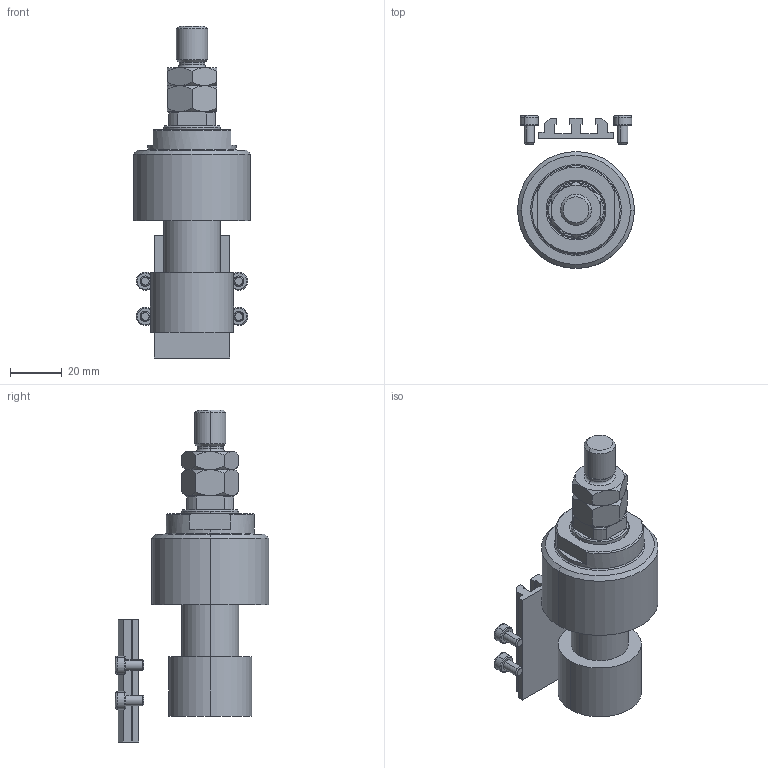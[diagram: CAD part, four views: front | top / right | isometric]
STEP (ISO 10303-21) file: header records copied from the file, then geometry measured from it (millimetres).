
FILE_DESCRIPTION (( 'STEP AP203' ), '1' );
FILE_NAME ('0877.STEP', '2022-04-09T16:05:01', ( '' ), ( '' ), 'SwSTEP 2.0', 'SolidWorks 2019', '' );
FILE_SCHEMA (( 'CONFIG_CONTROL_DESIGN' ));
Length unit declared in the file: millimetre
Products named in the file (6): MTA ed6b7fabadd99a00381fac686525f7a7; V250CE_VC_C ed6b7fabadd99a00381fac686525f7a7; 0877; V250CE_C_Body ed6b7fabadd99a00381fac686525f7a7; V250CE_C_VCP ed6b7fabadd99a00381fac686525f7a7; ALLEN BOLT V250CE ed6b7fabadd99a00381fac686525f7a7
Assembly tree (8 placements, depth 2):
  0877
    V250CE_C_Body ed6b7fabadd99a00381fac686525f7a7
    ALLEN BOLT V250CE ed6b7fabadd99a00381fac686525f7a7  x4
    V250CE_C_VCP ed6b7fabadd99a00381fac686525f7a7
    V250CE_VC_C ed6b7fabadd99a00381fac686525f7a7
    MTA ed6b7fabadd99a00381fac686525f7a7
Bounding box: 45 x 59 x 127.9 mm (x, y, z)
Volume: 89769.4 mm3; surface area: 26631.6 mm2
Topology: 8 solids, 8 shells, 247 faces, 530 edges, 309 vertices
Faces by surface type: plane 101, cone 84, cylinder 46, torus 16
Entity records: 49063 total; most frequent: CARTESIAN_POINT 26466, ORIENTED_EDGE 5134, DIRECTION 3255, EDGE_CURVE 2567, VERTEX_POINT 1683, VECTOR 1515, LINE 1515, EDGE_LOOP 1142
